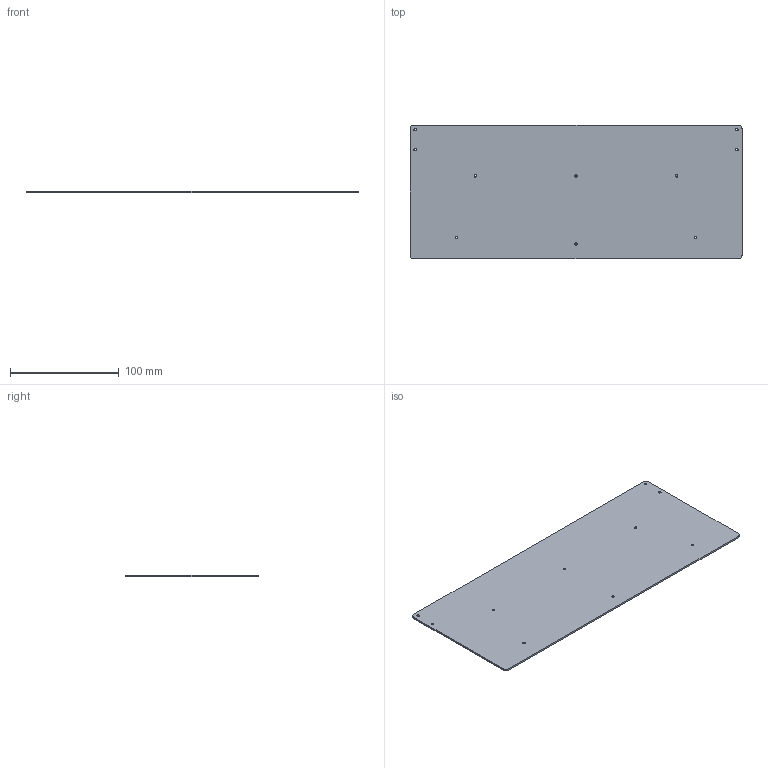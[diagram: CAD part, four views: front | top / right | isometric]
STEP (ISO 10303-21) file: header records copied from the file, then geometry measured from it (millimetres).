
FILE_DESCRIPTION(('KiCad electronic assembly'),'2;1');
FILE_NAME('discipline-pcb.step','2019-07-03T23:47:06',('An Author'),( 'A Company'),'Open CASCADE STEP processor 6.8', 'KiCad to STEP converter','Unknown');
FILE_SCHEMA(('AUTOMOTIVE_DESIGN_CC2 { 1 2 10303 214 -1 1 5 4 }'));
Length unit declared in the file: millimetre
Products named in the file (2): Open CASCADE STEP translator 6.8 1; COMPOUND
Assembly tree (1 placements, depth 2):
  Open CASCADE STEP translator 6.8 1
    COMPOUND
Bounding box: 304.89 x 122.81 x 1.6 mm (x, y, z)
Surface area: 686487.2 mm2
Topology: 16 solids, 16 shells, 201 faces, 507 edges, 338 vertices
Faces by surface type: cylinder 133, plane 68
Full cylindrical faces by diameter (mm): 2.2 x97
Entity records: 14045 total; most frequent: CARTESIAN_POINT 3658, DIRECTION 1927, ORIENTED_EDGE 1014, PCURVE 1014, DEFINITIONAL_REPRESENTATION 1014, LINE 989, VECTOR 989, EDGE_CURVE 507
